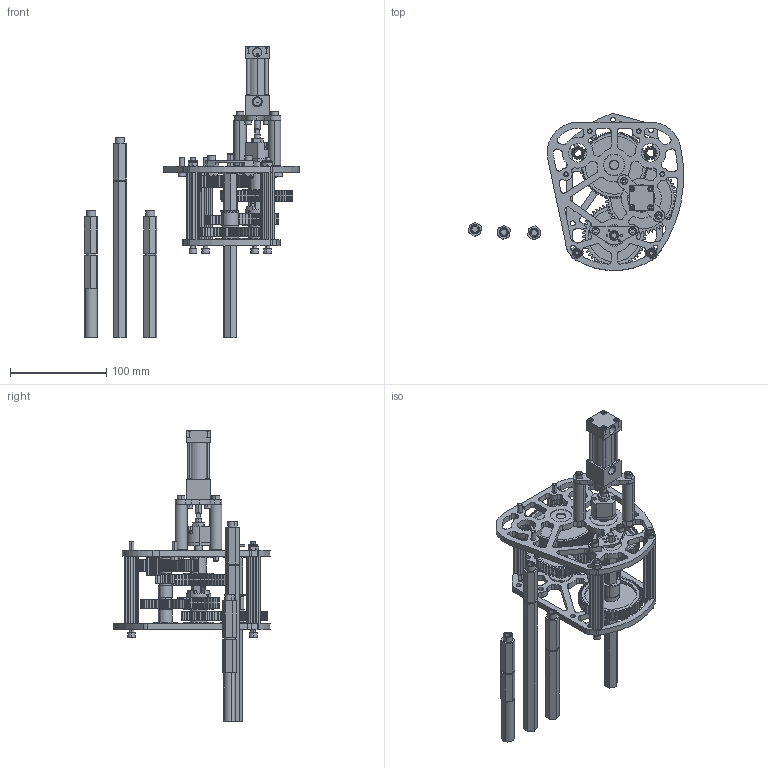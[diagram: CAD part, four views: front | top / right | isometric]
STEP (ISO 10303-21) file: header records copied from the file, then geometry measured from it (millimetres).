
FILE_DESCRIPTION (( 'STEP AP214' ), '1' );
FILE_NAME ('3 Stage 2 Motor Evo Shifter.STEP', '2017-01-06T01:58:10', ( '' ), ( '' ), 'SwSTEP 2.0', 'SolidWorks 2014', '' );
FILE_SCHEMA (( 'AUTOMOTIVE_DESIGN' ));
Length unit declared in the file: inch
Products named in the file (47): 3 Stage Evo Shifter Short Hex Output Shaft; BHCS 10-32 x 0.25_SBHCSCREW 0.19-32x0.25-HX-C; 25T 20DP 500hex 375 FW; 3 Stage Evo Shifter Long Hex Output Shaft; 50T 20DP 500hex 375 FW; 4-40 x .500 SHCS with threads_90128A110; 32T 20DP 4 Tooth Dog Pattern Gear; Shift Block Cap; SHCS 10-32 x 0.75; 38T 20DP 375Hex 375 FW; Shift Block; 3 Stage 3 Motor Evo Shifter Output Plate; .440 ID .500lg Bronze Sleeve Bearing; 60355K503_BALL BEARING_60355K503; FR8ZZ Hex Bearing; Shift Shaft; .560t x .600 ID 13RS069038 Spacer; 56T 20DP Dog Pattern Gear; 4 Tooth Dog Assem; am-0208 Encoder Mount Pad; 14T 20dp 375hex 375 FW_Inch - Spur gear 20DP 14T 14.5PA .568FW ---S14N3.0H2.0L0.25N; .125 dia x 0.625 lg shoulder screw; SHCS 10-32 x 3.75_HX-SHCS 0.19-32x3.5x1.125-C; 15T 32DP 8mm Bore Gear; 4 Tooth Dog; 85T 32DP 375 Hex Bore Gear; 3 Stage Cluster Shaft; 10-32 Nylock Nut; 10-32x0625_shcs_HX-SHCS 0.19-32x1.375x1-C; 500-e-klip; 250x1000 dowel; 3 Stage Evo Shifter Shifting Shaft; 3 Stage Evo Shifter AM14U3 Hex Output Shaft; FR8ZZ Bearing; .625t x .504ID 13RS062062 Spacer; FR6ZZ Bearing; 1.867 Spacer; 8-32 x 0500 SHCS; 3 Stage 2 Motor Evo Shifter Motor Plate REV2; GEN3 Shift Cylinder Body ...
Assembly tree (70 placements, depth 3):
  3 Stage 2 Motor Evo Shifter
    3 Stage 2 Motor Evo Shifter Motor Plate REV2
    FR6ZZ Bearing  x3
    FR8ZZ Bearing  x2
    10-32x0625_shcs_HX-SHCS 0.19-32x1.375x1-C  x2
    85T 32DP 375 Hex Bore Gear
    15T 32DP 8mm Bore Gear  x2
    14T 20dp 375hex 375 FW_Inch - Spur gear 20DP 14T 14.5PA .568FW ---S14N3.0H2.0L0.25N
    56T 20DP Dog Pattern Gear
    FR8ZZ Hex Bearing  x3
    .440 ID .500lg Bronze Sleeve Bearing  x2
    38T 20DP 375Hex 375 FW
    32T 20DP 4 Tooth Dog Pattern Gear
    50T 20DP 500hex 375 FW
    25T 20DP 500hex 375 FW
    3 Stage Evo Shifter Plate Spacer Churro Version  x4
    3 Stage Evo Shifter Cylinder Mount Plate
    GEN3 Shift Cylinder Body
    1.867 Spacer  x2
    .625t x .504ID 13RS062062 Spacer
    3 Stage Evo Shifter Shifting Shaft
    500-e-klip  x3
    3 Stage Cluster Shaft
    4 Tooth Dog Assem
      4 Tooth Dog
      .125 dia x 0.625 lg shoulder screw
    am-3451 GEN3 Shifter Shift Assembly
      Shift Shaft
      60355K503_BALL BEARING_60355K503
      Shift Block
      Shift Block Cap
      4-40 x .500 SHCS with threads_90128A110  x2
      BHCS 10-32 x 0.25_SBHCSCREW 0.19-32x0.25-HX-C
    GEN3 Shift Cylinder Rod Asm
    10-32x2500_shcs_HX-SHCS 0.19-32x1.375x1-C  x2
    8-32 x 0500 SHCS  x2
    3 Stage Evo Shifter AM14U3 Hex Output Shaft
    250x1000 dowel
    10-32 Nylock Nut  x4
    SHCS 10-32 x 3.75_HX-SHCS 0.19-32x3.5x1.125-C  x4
    am-0208 Encoder Mount Pad
    .560t x .600 ID 13RS069038 Spacer
    3 Stage 3 Motor Evo Shifter Output Plate
    SHCS 10-32 x 0.75  x2
    3 Stage Evo Shifter Long Hex Output Shaft
    3 Stage Evo Shifter Short Hex Output Shaft
    3 Stage Evo Shifter Short Keyed Output Shaft
Bounding box: 222.96 x 162.61 x 302.02 mm (x, y, z)
Volume: 402352.4 mm3; surface area: 266508.6 mm2
Topology: 96 solids, 96 shells, 4147 faces, 11017 edges, 7138 vertices
Faces by surface type: cylinder 2687, plane 919, cone 374, bspline 109, torus 40, sphere 18
Entity records: 125463 total; most frequent: CARTESIAN_POINT 25905, DIRECTION 20791, ORIENTED_EDGE 18420, EDGE_CURVE 9210, AXIS2_PLACEMENT_3D 8507, VERTEX_POINT 6021, CIRCLE 5070, EDGE_LOOP 3785
